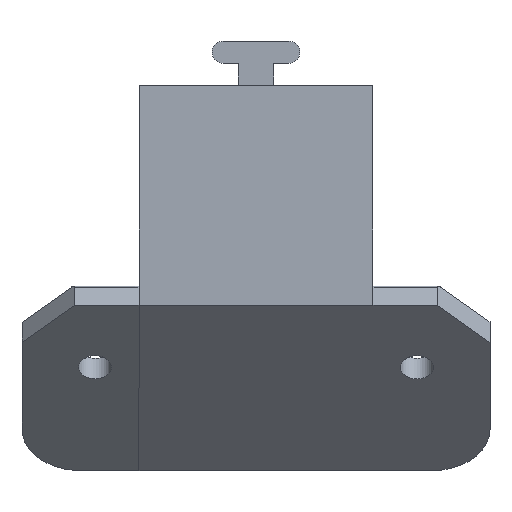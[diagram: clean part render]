
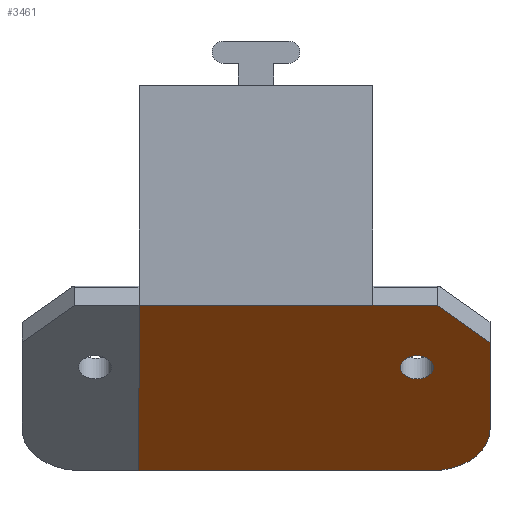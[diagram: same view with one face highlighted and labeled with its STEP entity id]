
A CAD part, front view. The second image highlights one B-rep face of the part: STEP entity #3461.
In plain terms, the highlighted planar face has unit normal (0, -0.707, -0.707).
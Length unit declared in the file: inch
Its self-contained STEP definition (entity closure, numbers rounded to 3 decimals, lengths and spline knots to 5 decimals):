
#132=AXIS2_PLACEMENT_3D('Circle Axis2P3D',#130,#131,$) ;
#3432=AXIS2_PLACEMENT_3D('Plane Axis2P3D',#3429,#3430,#3431) ;
#3445=AXIS2_PLACEMENT_3D('Circle Axis2P3D',#3443,#3444,$) ;
#3454=AXIS2_PLACEMENT_3D('Circle Axis2P3D',#3452,#3453,$) ;
#45=CARTESIAN_POINT('Vertex',(1.,0.25,-1.88)) ;
#59=CARTESIAN_POINT('Vertex',(-1.,0.25,-1.88)) ;
#62=CARTESIAN_POINT('Line Origine',(0.,0.25,-1.88)) ;
#127=CARTESIAN_POINT('Vertex',(2.,1.31066,-2.94066)) ;
#130=CARTESIAN_POINT('Axis2P3D Location',(1.5,1.31066,-2.94066)) ;
#134=CARTESIAN_POINT('Vertex',(1.5,1.66421,-3.29421)) ;
#165=CARTESIAN_POINT('Vertex',(2.,0.5682,-2.1982)) ;
#168=CARTESIAN_POINT('Line Origine',(2.,0.93943,-2.56943)) ;
#638=CARTESIAN_POINT('Line Origine',(1.275,0.25,-1.88)) ;
#642=CARTESIAN_POINT('Vertex',(1.55,0.25,-1.88)) ;
#682=CARTESIAN_POINT('Line Origine',(1.775,0.4091,-2.0391)) ;
#2641=CARTESIAN_POINT('Line Origine',(0.25,1.66421,-3.29421)) ;
#2645=CARTESIAN_POINT('Vertex',(-1.,1.66421,-3.29421)) ;
#3338=CARTESIAN_POINT('Line Origine',(-1.,0.5455,-2.1755)) ;
#3429=CARTESIAN_POINT('Axis2P3D Location',(0.,0.25,-1.88)) ;
#3443=CARTESIAN_POINT('Axis2P3D Location',(1.375,0.78033,-2.41033)) ;
#3447=CARTESIAN_POINT('Vertex',(1.515,0.78033,-2.41033)) ;
#3449=CARTESIAN_POINT('Vertex',(1.235,0.78033,-2.41033)) ;
#3452=CARTESIAN_POINT('Axis2P3D Location',(1.375,0.78033,-2.41033)) ;
#63=DIRECTION('Vector Direction',(-1.,0.,0.)) ;
#131=DIRECTION('Axis2P3D Direction',(0.,0.707,0.707)) ;
#169=DIRECTION('Vector Direction',(0.,0.707,-0.707)) ;
#639=DIRECTION('Vector Direction',(1.,0.,0.)) ;
#683=DIRECTION('Vector Direction',(0.707,0.5,-0.5)) ;
#2642=DIRECTION('Vector Direction',(1.,0.,0.)) ;
#3339=DIRECTION('Vector Direction',(0.,0.707,-0.707)) ;
#3430=DIRECTION('Axis2P3D Direction',(0.,-0.707,-0.707)) ;
#3431=DIRECTION('Axis2P3D XDirection',(0.,0.707,-0.707)) ;
#3444=DIRECTION('Axis2P3D Direction',(0.,-0.707,-0.707)) ;
#3453=DIRECTION('Axis2P3D Direction',(0.,-0.707,-0.707)) ;
#64=VECTOR('Line Direction',#63,0.03937) ;
#170=VECTOR('Line Direction',#169,0.03937) ;
#640=VECTOR('Line Direction',#639,0.03937) ;
#684=VECTOR('Line Direction',#683,0.03937) ;
#2643=VECTOR('Line Direction',#2642,0.03937) ;
#3340=VECTOR('Line Direction',#3339,0.03937) ;
#3435=ORIENTED_EDGE('',*,*,#2647,.T.) ;
#3436=ORIENTED_EDGE('',*,*,#136,.F.) ;
#3437=ORIENTED_EDGE('',*,*,#172,.F.) ;
#3438=ORIENTED_EDGE('',*,*,#686,.F.) ;
#3439=ORIENTED_EDGE('',*,*,#644,.F.) ;
#3440=ORIENTED_EDGE('',*,*,#66,.F.) ;
#3441=ORIENTED_EDGE('',*,*,#3342,.T.) ;
#3458=ORIENTED_EDGE('',*,*,#3451,.F.) ;
#3459=ORIENTED_EDGE('',*,*,#3456,.F.) ;
#3460=FACE_BOUND('',#3457,.T.) ;
#3461=ADVANCED_FACE('PLASTIC',(#3442,#3460),#3433,.T.) ;
#133=CIRCLE('generated circle',#132,0.5) ;
#3446=CIRCLE('generated circle',#3445,0.14) ;
#3455=CIRCLE('generated circle',#3454,0.14) ;
#66=EDGE_CURVE('',#60,#46,#65,.F.) ;
#136=EDGE_CURVE('',#128,#135,#133,.T.) ;
#172=EDGE_CURVE('',#166,#128,#171,.T.) ;
#644=EDGE_CURVE('',#46,#643,#641,.T.) ;
#686=EDGE_CURVE('',#643,#166,#685,.T.) ;
#2647=EDGE_CURVE('',#2646,#135,#2644,.T.) ;
#3342=EDGE_CURVE('',#60,#2646,#3341,.T.) ;
#3451=EDGE_CURVE('',#3448,#3450,#3446,.T.) ;
#3456=EDGE_CURVE('',#3450,#3448,#3455,.T.) ;
#3434=EDGE_LOOP('',(#3435,#3436,#3437,#3438,#3439,#3440,#3441)) ;
#3457=EDGE_LOOP('',(#3458,#3459)) ;
#3442=FACE_OUTER_BOUND('',#3434,.T.) ;
#65=LINE('Line',#62,#64) ;
#171=LINE('Line',#168,#170) ;
#641=LINE('Line',#638,#640) ;
#685=LINE('Line',#682,#684) ;
#2644=LINE('Line',#2641,#2643) ;
#3341=LINE('Line',#3338,#3340) ;
#3433=PLANE('',#3432) ;
#46=VERTEX_POINT('',#45) ;
#60=VERTEX_POINT('',#59) ;
#128=VERTEX_POINT('',#127) ;
#135=VERTEX_POINT('',#134) ;
#166=VERTEX_POINT('',#165) ;
#643=VERTEX_POINT('',#642) ;
#2646=VERTEX_POINT('',#2645) ;
#3448=VERTEX_POINT('',#3447) ;
#3450=VERTEX_POINT('',#3449) ;
